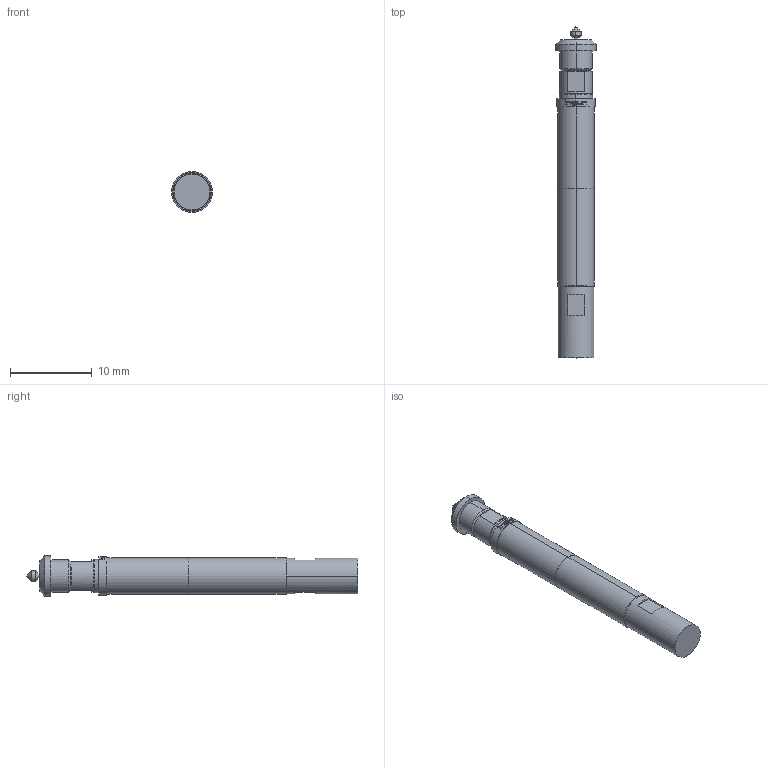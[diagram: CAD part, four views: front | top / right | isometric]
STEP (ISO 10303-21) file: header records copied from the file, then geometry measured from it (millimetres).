
FILE_DESCRIPTION (( 'STEP AP203' ), '1' );
FILE_NAME ('INGUN_HFS-865_308_127_A_xx42_BXF.STEP', '2022-03-15T10:12:34', ( 'ochi' ), ( '' ), 'SwSTEP 2.0', 'SolidWorks 2018', '' );
FILE_SCHEMA (( 'CONFIG_CONTROL_DESIGN' ));
Length unit declared in the file: millimetre
Products named in the file (1): INGUN_HFS-865_308_127_A_xx42_BXF
Bounding box: 5 x 40.6 x 5 mm (x, y, z)
Volume: 585.6 mm3; surface area: 606.5 mm2
Topology: 1 solids, 1 shells, 132 faces, 322 edges, 207 vertices
Faces by surface type: plane 61, cylinder 35, bspline 22, cone 14
Entity records: 4213 total; most frequent: CARTESIAN_POINT 1180, ORIENTED_EDGE 640, DIRECTION 562, EDGE_CURVE 320, AXIS2_PLACEMENT_3D 221, VERTEX_POINT 207, EDGE_LOOP 149, ADVANCED_FACE 132
